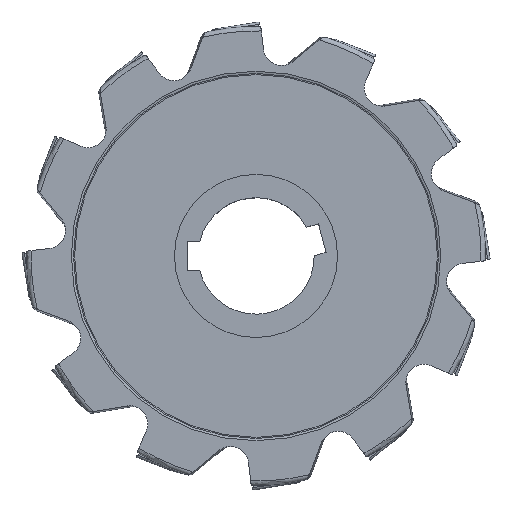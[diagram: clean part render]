
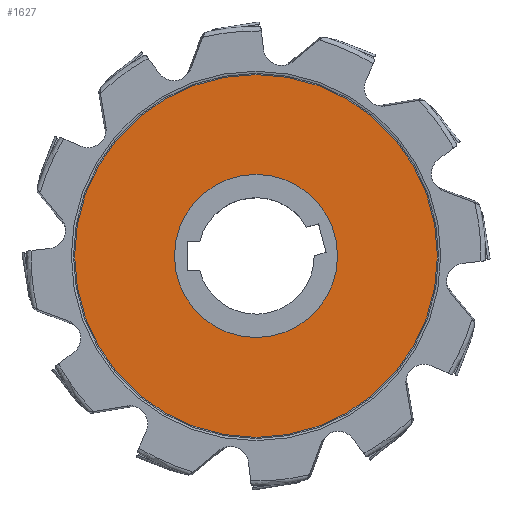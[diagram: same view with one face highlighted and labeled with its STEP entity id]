
A CAD part, top view. The second image highlights one B-rep face of the part: STEP entity #1627.
In plain terms, the highlighted planar face has unit normal (0, 0, 1).
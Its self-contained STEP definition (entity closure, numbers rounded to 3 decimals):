
#375=PLANE('',#8442);
#1008=FACE_BOUND('',#2634,.T.);
#1009=FACE_BOUND('',#2635,.T.);
#1195=CIRCLE('',#8434,62.303);
#1198=CIRCLE('',#8439,28.);
#1627=ADVANCED_FACE('',(#1008,#1009),#375,.F.);
#2634=EDGE_LOOP('',(#3884));
#2635=EDGE_LOOP('',(#3885));
#3884=ORIENTED_EDGE('',*,*,#6862,.F.);
#3885=ORIENTED_EDGE('',*,*,#6859,.T.);
#5853=VERTEX_POINT('',#28295);
#5856=VERTEX_POINT('',#28303);
#6859=EDGE_CURVE('',#5853,#5853,#1195,.T.);
#6862=EDGE_CURVE('',#5856,#5856,#1198,.T.);
#8434=AXIS2_PLACEMENT_3D('',#28294,#9580,#9581);
#8439=AXIS2_PLACEMENT_3D('',#28302,#9590,#9591);
#8442=AXIS2_PLACEMENT_3D('',#28307,#9596,#9597);
#9580=DIRECTION('',(0.,0.,1.));
#9581=DIRECTION('',(1.,0.,0.));
#9590=DIRECTION('',(0.,0.,1.));
#9591=DIRECTION('',(1.,0.,0.));
#9596=DIRECTION('',(0.,0.,-1.));
#9597=DIRECTION('',(1.,0.,0.));
#28294=CARTESIAN_POINT('',(0.,0.,-3.75));
#28295=CARTESIAN_POINT('',(62.303,0.,-3.75));
#28302=CARTESIAN_POINT('',(0.,0.,-3.75));
#28303=CARTESIAN_POINT('',(28.,0.,-3.75));
#28307=CARTESIAN_POINT('',(-28.,0.,-3.75));
